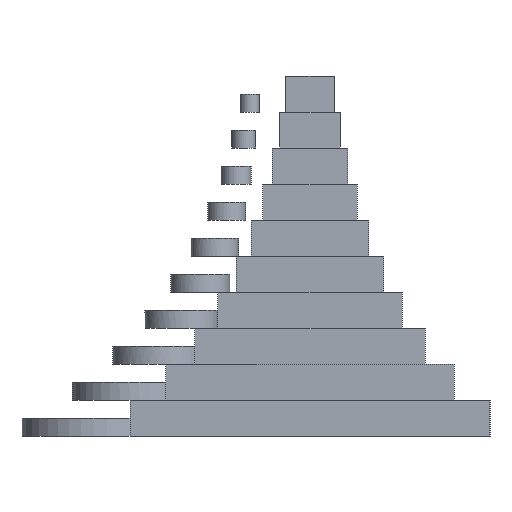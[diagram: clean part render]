
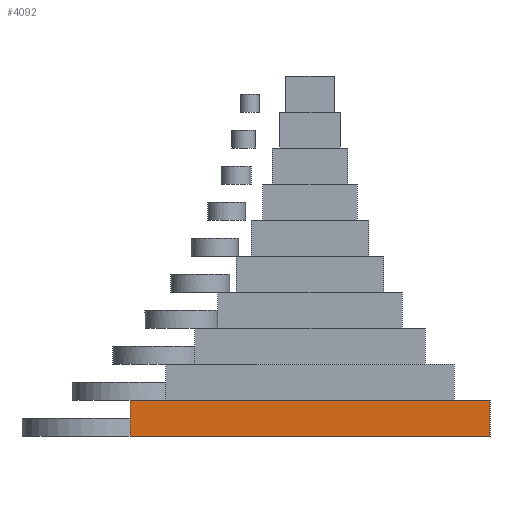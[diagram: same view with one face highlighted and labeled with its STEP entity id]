
A CAD part, left-side view. The second image highlights one B-rep face of the part: STEP entity #4092.
In plain terms, the highlighted planar face has unit normal (-1, 0, 0).
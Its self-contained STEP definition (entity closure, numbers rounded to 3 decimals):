
#3260 = PLANE('',#3261);
#3261 = AXIS2_PLACEMENT_3D('',#3262,#3263,#3264);
#3262 = CARTESIAN_POINT('',(0.,0.,5.));
#3263 = DIRECTION('',(0.,0.,1.));
#3264 = DIRECTION('',(1.,0.,-0.));
#3724 = EDGE_CURVE('',#3725,#3727,#3729,.T.);
#3725 = VERTEX_POINT('',#3726);
#3726 = CARTESIAN_POINT('',(-50.,25.,5.));
#3727 = VERTEX_POINT('',#3728);
#3728 = CARTESIAN_POINT('',(-50.,-25.,5.));
#3729 = SURFACE_CURVE('',#3730,(#3734,#3741),.PCURVE_S1.);
#3730 = LINE('',#3731,#3732);
#3731 = CARTESIAN_POINT('',(-50.,25.,5.));
#3732 = VECTOR('',#3733,1.);
#3733 = DIRECTION('',(0.,-1.,0.));
#3734 = PCURVE('',#3260,#3735);
#3735 = DEFINITIONAL_REPRESENTATION('',(#3736),#3740);
#3736 = LINE('',#3737,#3738);
#3737 = CARTESIAN_POINT('',(-50.,25.));
#3738 = VECTOR('',#3739,1.);
#3739 = DIRECTION('',(0.,-1.));
#3740 = ( GEOMETRIC_REPRESENTATION_CONTEXT(2) 
PARAMETRIC_REPRESENTATION_CONTEXT() REPRESENTATION_CONTEXT('2D SPACE',''
  ) );
#3741 = PCURVE('',#3742,#3747);
#3742 = PLANE('',#3743);
#3743 = AXIS2_PLACEMENT_3D('',#3744,#3745,#3746);
#3744 = CARTESIAN_POINT('',(-50.,25.,0.));
#3745 = DIRECTION('',(1.,0.,-0.));
#3746 = DIRECTION('',(0.,-1.,0.));
#3747 = DEFINITIONAL_REPRESENTATION('',(#3748),#3752);
#3748 = LINE('',#3749,#3750);
#3749 = CARTESIAN_POINT('',(0.,-5.));
#3750 = VECTOR('',#3751,1.);
#3751 = DIRECTION('',(1.,0.));
#3752 = ( GEOMETRIC_REPRESENTATION_CONTEXT(2) 
PARAMETRIC_REPRESENTATION_CONTEXT() REPRESENTATION_CONTEXT('2D SPACE',''
  ) );
#3770 = PLANE('',#3771);
#3771 = AXIS2_PLACEMENT_3D('',#3772,#3773,#3774);
#3772 = CARTESIAN_POINT('',(-50.,-25.,0.));
#3773 = DIRECTION('',(0.,1.,0.));
#3774 = DIRECTION('',(1.,0.,0.));
#3826 = PLANE('',#3827);
#3827 = AXIS2_PLACEMENT_3D('',#3828,#3829,#3830);
#3828 = CARTESIAN_POINT('',(50.,25.,0.));
#3829 = DIRECTION('',(0.,-1.,0.));
#3830 = DIRECTION('',(-1.,0.,0.));
#4092 = ADVANCED_FACE('',(#4093),#3742,.F.);
#4093 = FACE_BOUND('',#4094,.F.);
#4094 = EDGE_LOOP('',(#4095,#4118,#4119,#4142));
#4095 = ORIENTED_EDGE('',*,*,#4096,.T.);
#4096 = EDGE_CURVE('',#4097,#3725,#4099,.T.);
#4097 = VERTEX_POINT('',#4098);
#4098 = CARTESIAN_POINT('',(-50.,25.,0.));
#4099 = SURFACE_CURVE('',#4100,(#4104,#4111),.PCURVE_S1.);
#4100 = LINE('',#4101,#4102);
#4101 = CARTESIAN_POINT('',(-50.,25.,0.));
#4102 = VECTOR('',#4103,1.);
#4103 = DIRECTION('',(0.,0.,1.));
#4104 = PCURVE('',#3742,#4105);
#4105 = DEFINITIONAL_REPRESENTATION('',(#4106),#4110);
#4106 = LINE('',#4107,#4108);
#4107 = CARTESIAN_POINT('',(0.,0.));
#4108 = VECTOR('',#4109,1.);
#4109 = DIRECTION('',(0.,-1.));
#4110 = ( GEOMETRIC_REPRESENTATION_CONTEXT(2) 
PARAMETRIC_REPRESENTATION_CONTEXT() REPRESENTATION_CONTEXT('2D SPACE',''
  ) );
#4111 = PCURVE('',#3826,#4112);
#4112 = DEFINITIONAL_REPRESENTATION('',(#4113),#4117);
#4113 = LINE('',#4114,#4115);
#4114 = CARTESIAN_POINT('',(100.,0.));
#4115 = VECTOR('',#4116,1.);
#4116 = DIRECTION('',(0.,-1.));
#4117 = ( GEOMETRIC_REPRESENTATION_CONTEXT(2) 
PARAMETRIC_REPRESENTATION_CONTEXT() REPRESENTATION_CONTEXT('2D SPACE',''
  ) );
#4118 = ORIENTED_EDGE('',*,*,#3724,.T.);
#4119 = ORIENTED_EDGE('',*,*,#4120,.F.);
#4120 = EDGE_CURVE('',#4121,#3727,#4123,.T.);
#4121 = VERTEX_POINT('',#4122);
#4122 = CARTESIAN_POINT('',(-50.,-25.,0.));
#4123 = SURFACE_CURVE('',#4124,(#4128,#4135),.PCURVE_S1.);
#4124 = LINE('',#4125,#4126);
#4125 = CARTESIAN_POINT('',(-50.,-25.,0.));
#4126 = VECTOR('',#4127,1.);
#4127 = DIRECTION('',(0.,0.,1.));
#4128 = PCURVE('',#3742,#4129);
#4129 = DEFINITIONAL_REPRESENTATION('',(#4130),#4134);
#4130 = LINE('',#4131,#4132);
#4131 = CARTESIAN_POINT('',(50.,0.));
#4132 = VECTOR('',#4133,1.);
#4133 = DIRECTION('',(0.,-1.));
#4134 = ( GEOMETRIC_REPRESENTATION_CONTEXT(2) 
PARAMETRIC_REPRESENTATION_CONTEXT() REPRESENTATION_CONTEXT('2D SPACE',''
  ) );
#4135 = PCURVE('',#3770,#4136);
#4136 = DEFINITIONAL_REPRESENTATION('',(#4137),#4141);
#4137 = LINE('',#4138,#4139);
#4138 = CARTESIAN_POINT('',(0.,0.));
#4139 = VECTOR('',#4140,1.);
#4140 = DIRECTION('',(0.,-1.));
#4141 = ( GEOMETRIC_REPRESENTATION_CONTEXT(2) 
PARAMETRIC_REPRESENTATION_CONTEXT() REPRESENTATION_CONTEXT('2D SPACE',''
  ) );
#4142 = ORIENTED_EDGE('',*,*,#4143,.F.);
#4143 = EDGE_CURVE('',#4097,#4121,#4144,.T.);
#4144 = SURFACE_CURVE('',#4145,(#4149,#4156),.PCURVE_S1.);
#4145 = LINE('',#4146,#4147);
#4146 = CARTESIAN_POINT('',(-50.,25.,0.));
#4147 = VECTOR('',#4148,1.);
#4148 = DIRECTION('',(0.,-1.,0.));
#4149 = PCURVE('',#3742,#4150);
#4150 = DEFINITIONAL_REPRESENTATION('',(#4151),#4155);
#4151 = LINE('',#4152,#4153);
#4152 = CARTESIAN_POINT('',(0.,0.));
#4153 = VECTOR('',#4154,1.);
#4154 = DIRECTION('',(1.,0.));
#4155 = ( GEOMETRIC_REPRESENTATION_CONTEXT(2) 
PARAMETRIC_REPRESENTATION_CONTEXT() REPRESENTATION_CONTEXT('2D SPACE',''
  ) );
#4156 = PCURVE('',#4157,#4162);
#4157 = PLANE('',#4158);
#4158 = AXIS2_PLACEMENT_3D('',#4159,#4160,#4161);
#4159 = CARTESIAN_POINT('',(0.,0.,0.));
#4160 = DIRECTION('',(0.,0.,1.));
#4161 = DIRECTION('',(1.,0.,-0.));
#4162 = DEFINITIONAL_REPRESENTATION('',(#4163),#4167);
#4163 = LINE('',#4164,#4165);
#4164 = CARTESIAN_POINT('',(-50.,25.));
#4165 = VECTOR('',#4166,1.);
#4166 = DIRECTION('',(0.,-1.));
#4167 = ( GEOMETRIC_REPRESENTATION_CONTEXT(2) 
PARAMETRIC_REPRESENTATION_CONTEXT() REPRESENTATION_CONTEXT('2D SPACE',''
  ) );
